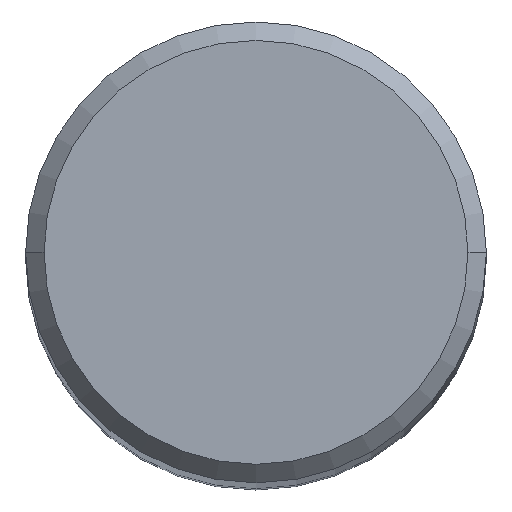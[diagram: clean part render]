
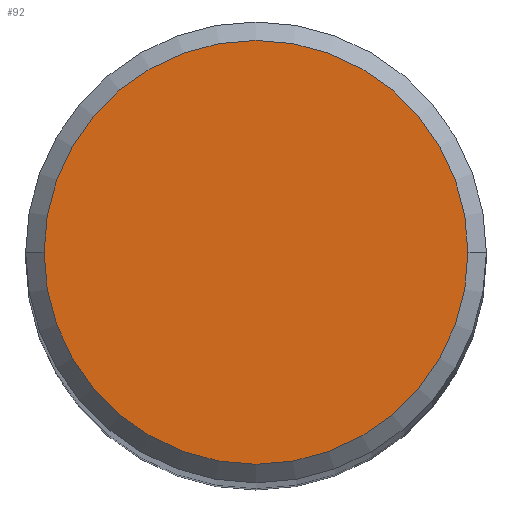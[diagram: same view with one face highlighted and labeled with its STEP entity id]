
A CAD part, top view. The second image highlights one B-rep face of the part: STEP entity #92.
In plain terms, the highlighted planar face has unit normal (0, 0, 1).
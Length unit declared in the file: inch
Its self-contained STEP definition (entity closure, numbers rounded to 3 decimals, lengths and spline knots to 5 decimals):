
#22 = DIRECTION ( 'NONE',  ( 0., 0., -1. ) ) ;
#23 = ORIENTED_EDGE ( 'NONE', *, *, #193, .T. ) ;
#29 = CARTESIAN_POINT ( 'NONE',  ( -0.23, 0., 0. ) ) ;
#38 = AXIS2_PLACEMENT_3D ( 'NONE', #105, #22, #270 ) ;
#44 = DIRECTION ( 'NONE',  ( 1., 0., 0. ) ) ;
#48 = CARTESIAN_POINT ( 'NONE',  ( 0., 0., 0. ) ) ;
#59 = AXIS2_PLACEMENT_3D ( 'NONE', #48, #297, #188 ) ;
#83 = VERTEX_POINT ( 'NONE', #154 ) ;
#84 = FACE_OUTER_BOUND ( 'NONE', #178, .T. ) ;
#92 = ADVANCED_FACE ( 'NONE', ( #84 ), #160, .F. ) ;
#102 = ORIENTED_EDGE ( 'NONE', *, *, #134, .T. ) ;
#105 = CARTESIAN_POINT ( 'NONE',  ( 0., 0.23, 0. ) ) ;
#115 = VERTEX_POINT ( 'NONE', #29 ) ;
#134 = EDGE_CURVE ( 'NONE', #83, #115, #292, .T. ) ;
#138 = AXIS2_PLACEMENT_3D ( 'NONE', #214, #239, #44 ) ;
#139 = CIRCLE ( 'NONE', #59, 0.23 ) ;
#154 = CARTESIAN_POINT ( 'NONE',  ( 0.23, 0., 0. ) ) ;
#160 = PLANE ( 'NONE',  #38 ) ;
#178 = EDGE_LOOP ( 'NONE', ( #23, #102 ) ) ;
#188 = DIRECTION ( 'NONE',  ( 1., 0., 0. ) ) ;
#193 = EDGE_CURVE ( 'NONE', #115, #83, #139, .T. ) ;
#214 = CARTESIAN_POINT ( 'NONE',  ( 0., 0., 0. ) ) ;
#239 = DIRECTION ( 'NONE',  ( 0., 0., 1. ) ) ;
#270 = DIRECTION ( 'NONE',  ( -1., 0., 0. ) ) ;
#292 = CIRCLE ( 'NONE', #138, 0.23 ) ;
#297 = DIRECTION ( 'NONE',  ( 0., 0., 1. ) ) ;
